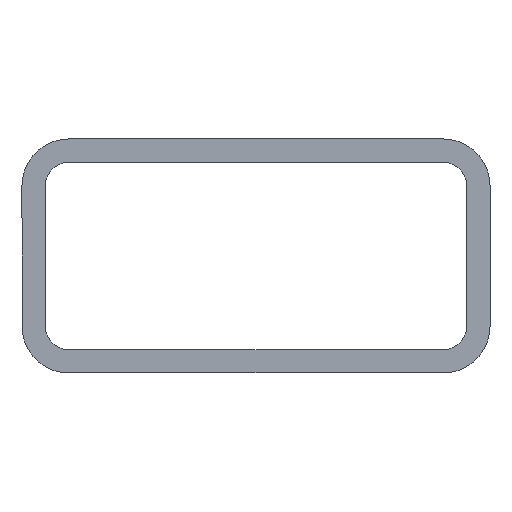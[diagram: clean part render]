
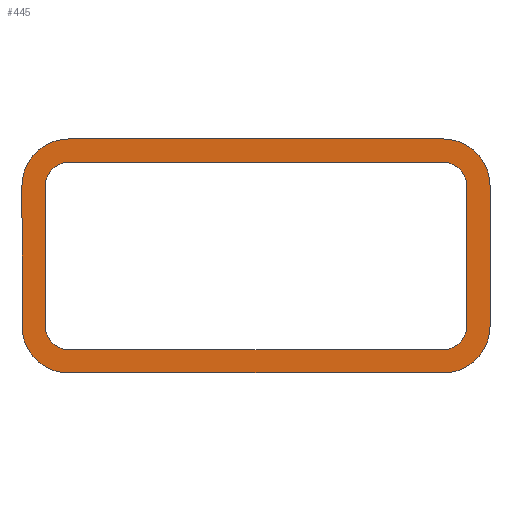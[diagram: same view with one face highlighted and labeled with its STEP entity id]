
A CAD part, front view. The second image highlights one B-rep face of the part: STEP entity #445.
In plain terms, the highlighted planar face has unit normal (0, -1, 0).
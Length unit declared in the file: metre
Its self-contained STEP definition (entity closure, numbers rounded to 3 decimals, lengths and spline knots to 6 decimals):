
#35=LINE('',#655,#67);
#39=LINE('',#666,#71);
#43=LINE('',#681,#75);
#47=LINE('',#692,#79);
#52=LINE('',#710,#84);
#56=LINE('',#727,#88);
#60=LINE('',#739,#92);
#64=LINE('',#756,#96);
#67=VECTOR('',#522,1.);
#71=VECTOR('',#530,1.);
#75=VECTOR('',#542,1.);
#79=VECTOR('',#550,1.);
#84=VECTOR('',#567,1.);
#88=VECTOR('',#587,1.);
#92=VECTOR('',#599,1.);
#96=VECTOR('',#619,1.);
#171=ORIENTED_EDGE('',*,*,#228,.F.);
#172=ORIENTED_EDGE('',*,*,#254,.F.);
#173=ORIENTED_EDGE('',*,*,#257,.F.);
#174=ORIENTED_EDGE('',*,*,#259,.F.);
#175=ORIENTED_EDGE('',*,*,#233,.T.);
#176=ORIENTED_EDGE('',*,*,#262,.F.);
#177=ORIENTED_EDGE('',*,*,#266,.T.);
#178=ORIENTED_EDGE('',*,*,#268,.F.);
#179=ORIENTED_EDGE('',*,*,#216,.F.);
#180=ORIENTED_EDGE('',*,*,#239,.T.);
#181=ORIENTED_EDGE('',*,*,#242,.T.);
#182=ORIENTED_EDGE('',*,*,#244,.T.);
#183=ORIENTED_EDGE('',*,*,#221,.T.);
#184=ORIENTED_EDGE('',*,*,#247,.T.);
#185=ORIENTED_EDGE('',*,*,#251,.F.);
#186=ORIENTED_EDGE('',*,*,#270,.T.);
#216=EDGE_CURVE('',#274,#275,#35,.T.);
#221=EDGE_CURVE('',#280,#279,#39,.T.);
#228=EDGE_CURVE('',#286,#287,#43,.T.);
#233=EDGE_CURVE('',#292,#291,#47,.T.);
#239=EDGE_CURVE('',#274,#296,#322,.T.);
#242=EDGE_CURVE('',#296,#298,#52,.T.);
#244=EDGE_CURVE('',#298,#280,#324,.T.);
#247=EDGE_CURVE('',#279,#300,#326,.T.);
#251=EDGE_CURVE('',#303,#300,#56,.T.);
#254=EDGE_CURVE('',#305,#286,#329,.T.);
#257=EDGE_CURVE('',#307,#305,#60,.T.);
#259=EDGE_CURVE('',#292,#307,#331,.T.);
#262=EDGE_CURVE('',#309,#291,#333,.T.);
#266=EDGE_CURVE('',#309,#312,#64,.T.);
#268=EDGE_CURVE('',#287,#312,#336,.T.);
#270=EDGE_CURVE('',#303,#275,#338,.T.);
#274=VERTEX_POINT('',#654);
#275=VERTEX_POINT('',#656);
#279=VERTEX_POINT('',#665);
#280=VERTEX_POINT('',#667);
#286=VERTEX_POINT('',#680);
#287=VERTEX_POINT('',#682);
#291=VERTEX_POINT('',#691);
#292=VERTEX_POINT('',#693);
#296=VERTEX_POINT('',#703);
#298=VERTEX_POINT('',#709);
#300=VERTEX_POINT('',#718);
#303=VERTEX_POINT('',#726);
#305=VERTEX_POINT('',#732);
#307=VERTEX_POINT('',#738);
#309=VERTEX_POINT('',#747);
#312=VERTEX_POINT('',#755);
#322=CIRCLE('',#479,0.004);
#324=CIRCLE('',#483,0.004);
#326=CIRCLE('',#486,0.004);
#329=CIRCLE('',#491,0.002);
#331=CIRCLE('',#495,0.002);
#333=CIRCLE('',#498,0.002);
#336=CIRCLE('',#503,0.002);
#338=CIRCLE('',#506,0.004);
#365=EDGE_LOOP('',(#171,#172,#173,#174,#175,#176,#177,#178));
#366=EDGE_LOOP('',(#179,#180,#181,#182,#183,#184,#185,#186));
#405=FACE_BOUND('',#365,.T.);
#406=FACE_BOUND('',#366,.T.);
#427=PLANE('',#507);
#445=ADVANCED_FACE('',(#405,#406),#427,.T.);
#479=AXIS2_PLACEMENT_3D('',#704,#561,#562);
#483=AXIS2_PLACEMENT_3D('',#713,#572,#573);
#486=AXIS2_PLACEMENT_3D('',#719,#579,#580);
#491=AXIS2_PLACEMENT_3D('',#733,#593,#594);
#495=AXIS2_PLACEMENT_3D('',#742,#604,#605);
#498=AXIS2_PLACEMENT_3D('',#748,#611,#612);
#503=AXIS2_PLACEMENT_3D('',#759,#624,#625);
#506=AXIS2_PLACEMENT_3D('',#762,#630,#631);
#507=AXIS2_PLACEMENT_3D('',#763,#632,#633);
#522=DIRECTION('',(0.,0.,1.));
#530=DIRECTION('',(0.,0.,1.));
#542=DIRECTION('',(0.,0.,1.));
#550=DIRECTION('',(0.,0.,1.));
#561=DIRECTION('',(0.,-1.,0.));
#562=DIRECTION('',(0.,0.,-1.));
#567=DIRECTION('',(1.,0.,0.));
#572=DIRECTION('',(0.,-1.,0.));
#573=DIRECTION('',(0.,0.,-1.));
#579=DIRECTION('',(0.,-1.,0.));
#580=DIRECTION('',(0.,0.,-1.));
#587=DIRECTION('',(1.,0.,0.));
#593=DIRECTION('',(0.,-1.,0.));
#594=DIRECTION('',(0.,0.,-1.));
#599=DIRECTION('',(1.,0.,0.));
#604=DIRECTION('',(0.,-1.,0.));
#605=DIRECTION('',(0.,0.,-1.));
#611=DIRECTION('',(0.,-1.,0.));
#612=DIRECTION('',(0.,0.,-1.));
#619=DIRECTION('',(1.,0.,0.));
#624=DIRECTION('',(0.,-1.,0.));
#625=DIRECTION('',(0.,0.,-1.));
#630=DIRECTION('',(0.,-1.,0.));
#631=DIRECTION('',(0.,0.,-1.));
#632=DIRECTION('',(0.,-1.,0.));
#633=DIRECTION('',(1.,0.,0.));
#654=CARTESIAN_POINT('',(0.,-1.2,0.004));
#655=CARTESIAN_POINT('',(0.,-1.2,0.01));
#656=CARTESIAN_POINT('',(0.,-1.2,0.016));
#665=CARTESIAN_POINT('',(0.04,-1.2,0.016));
#666=CARTESIAN_POINT('',(0.04,-1.2,0.01));
#667=CARTESIAN_POINT('',(0.04,-1.2,0.004));
#680=CARTESIAN_POINT('',(0.038,-1.2,0.004));
#681=CARTESIAN_POINT('',(0.038,-1.2,0.01));
#682=CARTESIAN_POINT('',(0.038,-1.2,0.016));
#691=CARTESIAN_POINT('',(0.002,-1.2,0.016));
#692=CARTESIAN_POINT('',(0.002,-1.2,0.01));
#693=CARTESIAN_POINT('',(0.002,-1.2,0.004));
#703=CARTESIAN_POINT('',(0.004,-1.2,0.));
#704=CARTESIAN_POINT('',(0.004,-1.2,0.004));
#709=CARTESIAN_POINT('',(0.036,-1.2,0.));
#710=CARTESIAN_POINT('',(0.02,-1.2,0.));
#713=CARTESIAN_POINT('',(0.036,-1.2,0.004));
#718=CARTESIAN_POINT('',(0.036,-1.2,0.02));
#719=CARTESIAN_POINT('',(0.036,-1.2,0.016));
#726=CARTESIAN_POINT('',(0.004,-1.2,0.02));
#727=CARTESIAN_POINT('',(0.02,-1.2,0.02));
#732=CARTESIAN_POINT('',(0.036,-1.2,0.002));
#733=CARTESIAN_POINT('',(0.036,-1.2,0.004));
#738=CARTESIAN_POINT('',(0.004,-1.2,0.002));
#739=CARTESIAN_POINT('',(0.02,-1.2,0.002));
#742=CARTESIAN_POINT('',(0.004,-1.2,0.004));
#747=CARTESIAN_POINT('',(0.004,-1.2,0.018));
#748=CARTESIAN_POINT('',(0.004,-1.2,0.016));
#755=CARTESIAN_POINT('',(0.036,-1.2,0.018));
#756=CARTESIAN_POINT('',(0.02,-1.2,0.018));
#759=CARTESIAN_POINT('',(0.036,-1.2,0.016));
#762=CARTESIAN_POINT('',(0.004,-1.2,0.016));
#763=CARTESIAN_POINT('',(0.02,-1.2,0.01));
